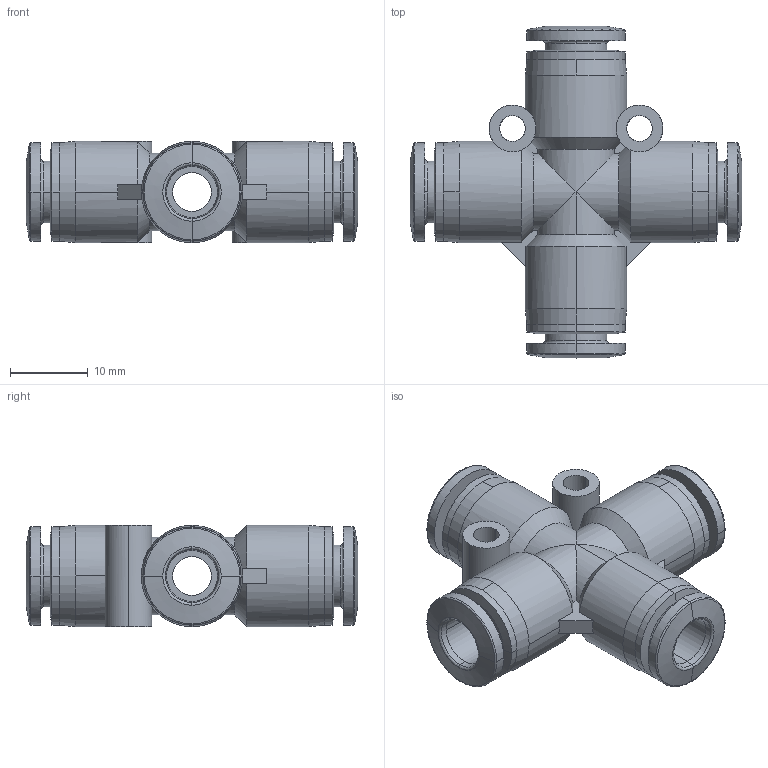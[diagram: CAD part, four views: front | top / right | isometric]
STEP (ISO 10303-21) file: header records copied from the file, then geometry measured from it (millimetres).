
FILE_DESCRIPTION (( 'STEP AP214' ), '1' );
FILE_NAME ('UX14.step', '2016-02-24T20:50:26', ( '' ), ( '' ), 'SwSTEP 2.0', 'SolidWorks 2015', '' );
FILE_SCHEMA (( 'AUTOMOTIVE_DESIGN' ));
Length unit declared in the file: inch
Products named in the file (1): UX14
Bounding box: 42.6 x 42.6 x 13 mm (x, y, z)
Volume: 6565.2 mm3; surface area: 5859.5 mm2
Topology: 1 solids, 1 shells, 157 faces, 403 edges, 254 vertices
Faces by surface type: cylinder 65, cone 42, plane 26, bspline 16, torus 8
Entity records: 9646 total; most frequent: CARTESIAN_POINT 3901, ORIENTED_EDGE 806, DIRECTION 729, EDGE_CURVE 403, AXIS2_PLACEMENT_3D 304, VERTEX_POINT 254, EDGE_LOOP 173, CIRCLE 162
